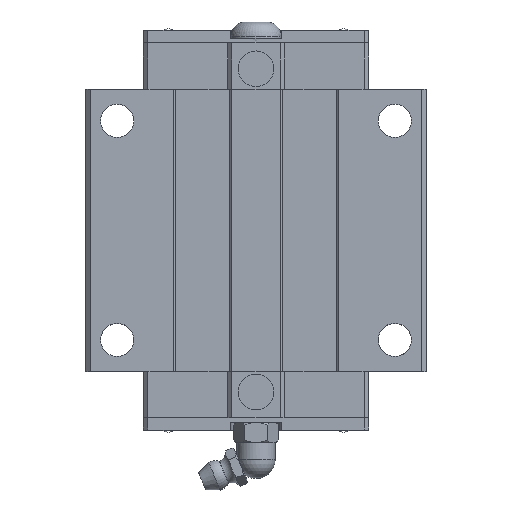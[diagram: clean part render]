
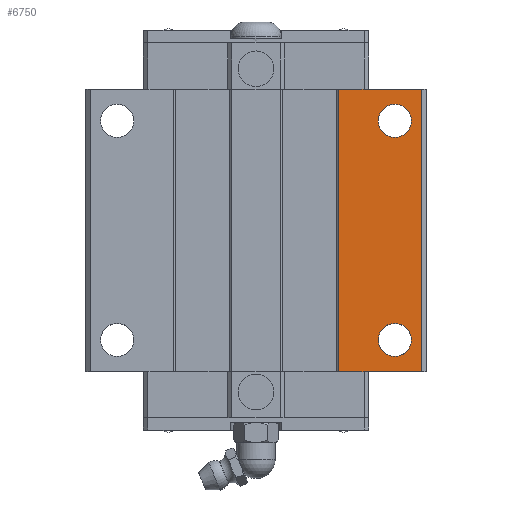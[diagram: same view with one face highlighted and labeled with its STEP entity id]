
A CAD part, top view. The second image highlights one B-rep face of the part: STEP entity #6750.
In plain terms, the highlighted planar face has unit normal (0, 0, 1).
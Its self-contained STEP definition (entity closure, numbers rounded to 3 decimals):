
#411=PLANE('',#7272);
#1085=VECTOR('',#8565,1.);
#1129=VECTOR('',#8618,1.);
#1142=VECTOR('',#8637,1.);
#1145=VECTOR('',#8643,1.);
#1687=LINE('',#10859,#1085);
#1731=LINE('',#10948,#1129);
#1744=LINE('',#10972,#1142);
#1747=LINE('',#10978,#1145);
#1869=VERTEX_POINT('',#8873);
#1872=VERTEX_POINT('',#8879);
#1874=VERTEX_POINT('',#8884);
#1877=VERTEX_POINT('',#8890);
#2400=VERTEX_POINT('',#10858);
#2401=VERTEX_POINT('',#10860);
#2438=VERTEX_POINT('',#10947);
#2439=VERTEX_POINT('',#10949);
#2505=CIRCLE('',#6825,3.4);
#2508=CIRCLE('',#6829,3.4);
#2696=CIRCLE('',#7273,3.4);
#2697=CIRCLE('',#7274,3.4);
#2755=EDGE_CURVE('',#1869,#1872,#2505,.T.);
#2760=EDGE_CURVE('',#1874,#1877,#2508,.T.);
#3546=EDGE_CURVE('',#2401,#2400,#1687,.F.);
#3592=EDGE_CURVE('',#2439,#2438,#1731,.T.);
#3605=EDGE_CURVE('',#2438,#2401,#1744,.T.);
#3608=EDGE_CURVE('',#2439,#2400,#1747,.F.);
#3609=EDGE_CURVE('',#1877,#1874,#2696,.F.);
#3610=EDGE_CURVE('',#1872,#1869,#2697,.F.);
#5378=ORIENTED_EDGE('',*,*,#3605,.T.);
#5379=ORIENTED_EDGE('',*,*,#3546,.T.);
#5380=ORIENTED_EDGE('',*,*,#3608,.F.);
#5381=ORIENTED_EDGE('',*,*,#3592,.T.);
#5382=ORIENTED_EDGE('',*,*,#2760,.T.);
#5383=ORIENTED_EDGE('',*,*,#3609,.T.);
#5384=ORIENTED_EDGE('',*,*,#2755,.T.);
#5385=ORIENTED_EDGE('',*,*,#3610,.T.);
#5983=EDGE_LOOP('',(#5378,#5379,#5380,#5381));
#5984=EDGE_LOOP('',(#5382,#5383));
#5985=EDGE_LOOP('',(#5384,#5385));
#6375=FACE_BOUND('',#5983,.T.);
#6376=FACE_BOUND('',#5984,.T.);
#6377=FACE_BOUND('',#5985,.T.);
#6750=ADVANCED_FACE('',(#6375,#6376,#6377),#411,.T.);
#6825=AXIS2_PLACEMENT_3D('',#8880,#7398,#7399);
#6829=AXIS2_PLACEMENT_3D('',#8891,#7408,#7409);
#7272=AXIS2_PLACEMENT_3D('',#10977,#8642,$);
#7273=AXIS2_PLACEMENT_3D('',#10979,#8644,#8645);
#7274=AXIS2_PLACEMENT_3D('',#10980,#8646,#8647);
#7398=DIRECTION('',(0.,0.,-1.));
#7399=DIRECTION('',(3.4,0.,0.));
#7408=DIRECTION('',(0.,0.,-1.));
#7409=DIRECTION('',(3.4,0.,0.));
#8565=DIRECTION('',(-1.,0.,0.));
#8618=DIRECTION('',(-1.,0.,0.));
#8637=DIRECTION('',(0.,-1.,0.));
#8642=DIRECTION('',(0.,0.,1.));
#8643=DIRECTION('',(0.,1.,0.));
#8644=DIRECTION('',(0.,0.,1.));
#8645=DIRECTION('',(3.4,0.,0.));
#8646=DIRECTION('',(0.,0.,1.));
#8647=DIRECTION('',(3.4,0.,0.));
#8873=CARTESIAN_POINT('',(31.9,18.501,36.));
#8879=CARTESIAN_POINT('',(25.1,18.501,36.));
#8880=CARTESIAN_POINT('',(28.5,18.501,36.));
#8884=CARTESIAN_POINT('',(31.9,63.501,36.));
#8890=CARTESIAN_POINT('',(25.1,63.501,36.));
#8891=CARTESIAN_POINT('',(28.5,63.501,36.));
#10858=CARTESIAN_POINT('',(34.,12.001,36.));
#10859=CARTESIAN_POINT('',(0.,12.001,36.));
#10860=CARTESIAN_POINT('',(17.,12.001,36.));
#10947=CARTESIAN_POINT('',(17.,70.001,36.));
#10948=CARTESIAN_POINT('',(0.,70.001,36.));
#10949=CARTESIAN_POINT('',(34.,70.001,36.));
#10972=CARTESIAN_POINT('',(17.,84.501,36.));
#10977=CARTESIAN_POINT('',(0.,70.001,36.));
#10978=CARTESIAN_POINT('',(34.,70.001,36.));
#10979=CARTESIAN_POINT('',(28.5,63.501,36.));
#10980=CARTESIAN_POINT('',(28.5,18.501,36.));
